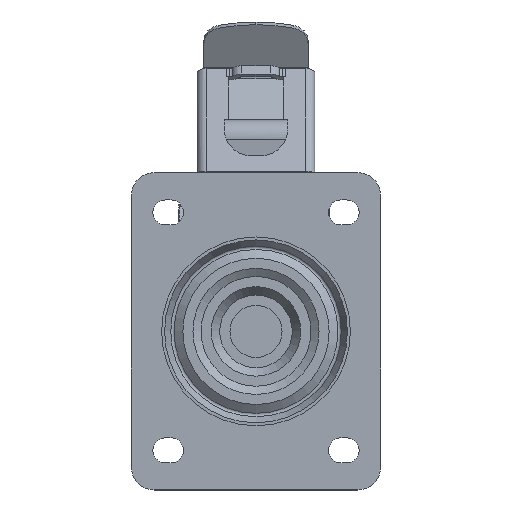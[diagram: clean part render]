
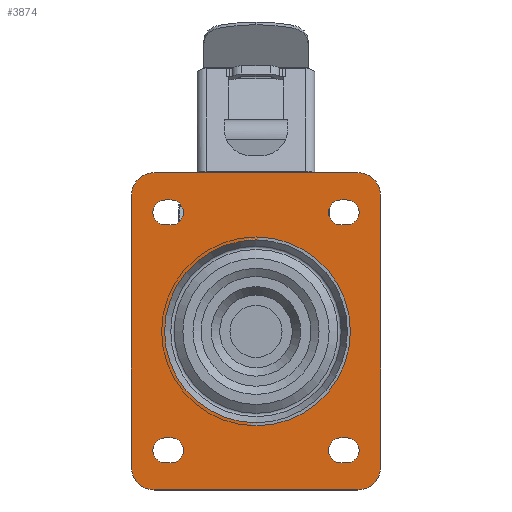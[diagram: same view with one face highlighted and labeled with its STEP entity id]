
A CAD part, top view. The second image highlights one B-rep face of the part: STEP entity #3874.
In plain terms, the highlighted planar face has unit normal (0, 0, 1).
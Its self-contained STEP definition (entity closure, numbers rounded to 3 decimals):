
#123=FACE_BOUND('',#751,.T.);
#124=FACE_BOUND('',#752,.T.);
#125=FACE_BOUND('',#753,.T.);
#126=FACE_BOUND('',#754,.T.);
#127=FACE_BOUND('',#755,.T.);
#231=PLANE('',#4389);
#513=FACE_OUTER_BOUND('',#750,.T.);
#750=EDGE_LOOP('',(#3541,#3542,#3543,#3544,#3545,#3546,#3547,#3548));
#751=EDGE_LOOP('',(#3549,#3550,#3551,#3552));
#752=EDGE_LOOP('',(#3553,#3554,#3555,#3556));
#753=EDGE_LOOP('',(#3557,#3558,#3559,#3560));
#754=EDGE_LOOP('',(#3561,#3562,#3563,#3564));
#755=EDGE_LOOP('',(#3565));
#1016=LINE('',#6809,#1315);
#1020=LINE('',#6819,#1319);
#1024=LINE('',#6833,#1323);
#1028=LINE('',#6843,#1327);
#1032=LINE('',#6857,#1331);
#1036=LINE('',#6867,#1335);
#1040=LINE('',#6881,#1339);
#1044=LINE('',#6891,#1343);
#1047=LINE('',#6903,#1346);
#1051=LINE('',#6915,#1350);
#1055=LINE('',#6927,#1354);
#1059=LINE('',#6938,#1358);
#1315=VECTOR('',#5412,1.);
#1319=VECTOR('',#5424,1.);
#1323=VECTOR('',#5436,1.);
#1327=VECTOR('',#5448,1.);
#1331=VECTOR('',#5460,1.);
#1335=VECTOR('',#5472,1.);
#1339=VECTOR('',#5484,1.);
#1343=VECTOR('',#5496,1.);
#1346=VECTOR('',#5507,1.);
#1350=VECTOR('',#5519,1.);
#1354=VECTOR('',#5531,1.);
#1358=VECTOR('',#5543,1.);
#1529=CIRCLE('',#4340,40.34);
#1531=CIRCLE('',#4343,5.5);
#1533=CIRCLE('',#4347,5.5);
#1535=CIRCLE('',#4351,5.5);
#1537=CIRCLE('',#4355,5.5);
#1539=CIRCLE('',#4359,5.5);
#1541=CIRCLE('',#4363,5.5);
#1543=CIRCLE('',#4367,5.5);
#1545=CIRCLE('',#4371,5.5);
#1546=CIRCLE('',#4374,10.);
#1548=CIRCLE('',#4378,10.);
#1550=CIRCLE('',#4382,10.);
#1552=CIRCLE('',#4386,10.);
#1868=VERTEX_POINT('',#6793);
#1871=VERTEX_POINT('',#6800);
#1872=VERTEX_POINT('',#6802);
#1874=VERTEX_POINT('',#6808);
#1876=VERTEX_POINT('',#6814);
#1879=VERTEX_POINT('',#6824);
#1880=VERTEX_POINT('',#6826);
#1882=VERTEX_POINT('',#6832);
#1884=VERTEX_POINT('',#6838);
#1887=VERTEX_POINT('',#6848);
#1888=VERTEX_POINT('',#6850);
#1890=VERTEX_POINT('',#6856);
#1892=VERTEX_POINT('',#6862);
#1895=VERTEX_POINT('',#6872);
#1896=VERTEX_POINT('',#6874);
#1898=VERTEX_POINT('',#6880);
#1900=VERTEX_POINT('',#6886);
#1901=VERTEX_POINT('',#6893);
#1902=VERTEX_POINT('',#6894);
#1905=VERTEX_POINT('',#6902);
#1907=VERTEX_POINT('',#6908);
#1909=VERTEX_POINT('',#6914);
#1911=VERTEX_POINT('',#6920);
#1913=VERTEX_POINT('',#6926);
#1915=VERTEX_POINT('',#6932);
#2402=EDGE_CURVE('',#1868,#1868,#1529,.T.);
#2405=EDGE_CURVE('',#1872,#1871,#1531,.T.);
#2408=EDGE_CURVE('',#1874,#1872,#1016,.T.);
#2411=EDGE_CURVE('',#1876,#1874,#1533,.T.);
#2414=EDGE_CURVE('',#1871,#1876,#1020,.T.);
#2417=EDGE_CURVE('',#1880,#1879,#1535,.T.);
#2420=EDGE_CURVE('',#1882,#1880,#1024,.T.);
#2423=EDGE_CURVE('',#1884,#1882,#1537,.T.);
#2426=EDGE_CURVE('',#1879,#1884,#1028,.T.);
#2429=EDGE_CURVE('',#1888,#1887,#1539,.T.);
#2432=EDGE_CURVE('',#1890,#1888,#1032,.T.);
#2435=EDGE_CURVE('',#1892,#1890,#1541,.T.);
#2438=EDGE_CURVE('',#1887,#1892,#1036,.T.);
#2441=EDGE_CURVE('',#1896,#1895,#1543,.T.);
#2444=EDGE_CURVE('',#1898,#1896,#1040,.T.);
#2447=EDGE_CURVE('',#1900,#1898,#1545,.T.);
#2450=EDGE_CURVE('',#1895,#1900,#1044,.T.);
#2451=EDGE_CURVE('',#1901,#1902,#1546,.T.);
#2455=EDGE_CURVE('',#1902,#1905,#1047,.T.);
#2458=EDGE_CURVE('',#1905,#1907,#1548,.T.);
#2461=EDGE_CURVE('',#1907,#1909,#1051,.T.);
#2464=EDGE_CURVE('',#1909,#1911,#1550,.T.);
#2467=EDGE_CURVE('',#1911,#1913,#1055,.T.);
#2470=EDGE_CURVE('',#1913,#1915,#1552,.T.);
#2473=EDGE_CURVE('',#1915,#1901,#1059,.T.);
#3541=ORIENTED_EDGE('',*,*,#2451,.F.);
#3542=ORIENTED_EDGE('',*,*,#2473,.F.);
#3543=ORIENTED_EDGE('',*,*,#2470,.F.);
#3544=ORIENTED_EDGE('',*,*,#2467,.F.);
#3545=ORIENTED_EDGE('',*,*,#2464,.F.);
#3546=ORIENTED_EDGE('',*,*,#2461,.F.);
#3547=ORIENTED_EDGE('',*,*,#2458,.F.);
#3548=ORIENTED_EDGE('',*,*,#2455,.F.);
#3549=ORIENTED_EDGE('',*,*,#2411,.T.);
#3550=ORIENTED_EDGE('',*,*,#2408,.T.);
#3551=ORIENTED_EDGE('',*,*,#2405,.T.);
#3552=ORIENTED_EDGE('',*,*,#2414,.T.);
#3553=ORIENTED_EDGE('',*,*,#2423,.T.);
#3554=ORIENTED_EDGE('',*,*,#2420,.T.);
#3555=ORIENTED_EDGE('',*,*,#2417,.T.);
#3556=ORIENTED_EDGE('',*,*,#2426,.T.);
#3557=ORIENTED_EDGE('',*,*,#2435,.T.);
#3558=ORIENTED_EDGE('',*,*,#2432,.T.);
#3559=ORIENTED_EDGE('',*,*,#2429,.T.);
#3560=ORIENTED_EDGE('',*,*,#2438,.T.);
#3561=ORIENTED_EDGE('',*,*,#2447,.T.);
#3562=ORIENTED_EDGE('',*,*,#2444,.T.);
#3563=ORIENTED_EDGE('',*,*,#2441,.T.);
#3564=ORIENTED_EDGE('',*,*,#2450,.T.);
#3565=ORIENTED_EDGE('',*,*,#2402,.T.);
#3874=ADVANCED_FACE('',(#513,#123,#124,#125,#126,#127),#231,.T.);
#4340=AXIS2_PLACEMENT_3D('',#6795,#5399,#5400);
#4343=AXIS2_PLACEMENT_3D('',#6803,#5406,#5407);
#4347=AXIS2_PLACEMENT_3D('',#6815,#5418,#5419);
#4351=AXIS2_PLACEMENT_3D('',#6827,#5430,#5431);
#4355=AXIS2_PLACEMENT_3D('',#6839,#5442,#5443);
#4359=AXIS2_PLACEMENT_3D('',#6851,#5454,#5455);
#4363=AXIS2_PLACEMENT_3D('',#6863,#5466,#5467);
#4367=AXIS2_PLACEMENT_3D('',#6875,#5478,#5479);
#4371=AXIS2_PLACEMENT_3D('',#6887,#5490,#5491);
#4374=AXIS2_PLACEMENT_3D('',#6895,#5499,#5500);
#4378=AXIS2_PLACEMENT_3D('',#6909,#5512,#5513);
#4382=AXIS2_PLACEMENT_3D('',#6921,#5524,#5525);
#4386=AXIS2_PLACEMENT_3D('',#6933,#5536,#5537);
#4389=AXIS2_PLACEMENT_3D('',#6940,#5545,#5546);
#5399=DIRECTION('center_axis',(0.,0.,-1.));
#5400=DIRECTION('ref_axis',(1.,0.,0.));
#5406=DIRECTION('center_axis',(0.,0.,-1.));
#5407=DIRECTION('ref_axis',(0.,-1.,0.));
#5412=DIRECTION('',(1.,0.,0.));
#5418=DIRECTION('center_axis',(0.,0.,-1.));
#5419=DIRECTION('ref_axis',(0.,1.,0.));
#5424=DIRECTION('',(-1.,0.,0.));
#5430=DIRECTION('center_axis',(0.,0.,-1.));
#5431=DIRECTION('ref_axis',(0.,-1.,0.));
#5436=DIRECTION('',(1.,0.,0.));
#5442=DIRECTION('center_axis',(0.,0.,-1.));
#5443=DIRECTION('ref_axis',(0.,1.,0.));
#5448=DIRECTION('',(-1.,0.,0.));
#5454=DIRECTION('center_axis',(0.,0.,-1.));
#5455=DIRECTION('ref_axis',(0.,-1.,0.));
#5460=DIRECTION('',(1.,0.,0.));
#5466=DIRECTION('center_axis',(0.,0.,-1.));
#5467=DIRECTION('ref_axis',(0.,1.,0.));
#5472=DIRECTION('',(-1.,0.,0.));
#5478=DIRECTION('center_axis',(0.,0.,-1.));
#5479=DIRECTION('ref_axis',(0.,-1.,0.));
#5484=DIRECTION('',(1.,0.,0.));
#5490=DIRECTION('center_axis',(0.,0.,-1.));
#5491=DIRECTION('ref_axis',(0.,1.,0.));
#5496=DIRECTION('',(-1.,0.,0.));
#5499=DIRECTION('center_axis',(0.,0.,-1.));
#5500=DIRECTION('ref_axis',(-1.,0.,0.));
#5507=DIRECTION('',(0.,1.,0.));
#5512=DIRECTION('center_axis',(0.,0.,-1.));
#5513=DIRECTION('ref_axis',(0.,1.,0.));
#5519=DIRECTION('',(1.,0.,0.));
#5524=DIRECTION('center_axis',(0.,0.,-1.));
#5525=DIRECTION('ref_axis',(1.,0.,0.));
#5531=DIRECTION('',(0.,-1.,0.));
#5536=DIRECTION('center_axis',(0.,0.,-1.));
#5537=DIRECTION('ref_axis',(0.,-1.,0.));
#5543=DIRECTION('',(-1.,0.,0.));
#5545=DIRECTION('center_axis',(0.,0.,1.));
#5546=DIRECTION('ref_axis',(1.,0.,0.));
#6793=CARTESIAN_POINT('',(-40.34,0.,0.));
#6795=CARTESIAN_POINT('Origin',(0.,0.,0.));
#6800=CARTESIAN_POINT('',(40.,47.,0.));
#6802=CARTESIAN_POINT('',(40.,58.,0.));
#6803=CARTESIAN_POINT('Origin',(40.,52.5,0.));
#6808=CARTESIAN_POINT('',(37.5,58.,0.));
#6809=CARTESIAN_POINT('',(19.375,58.,0.));
#6814=CARTESIAN_POINT('',(37.5,47.,0.));
#6815=CARTESIAN_POINT('Origin',(37.5,52.5,0.));
#6819=CARTESIAN_POINT('',(19.063,47.,0.));
#6824=CARTESIAN_POINT('',(40.,-58.,0.));
#6826=CARTESIAN_POINT('',(40.,-47.,0.));
#6827=CARTESIAN_POINT('Origin',(40.,-52.5,0.));
#6832=CARTESIAN_POINT('',(37.5,-47.,0.));
#6833=CARTESIAN_POINT('',(19.375,-47.,0.));
#6838=CARTESIAN_POINT('',(37.5,-58.,0.));
#6839=CARTESIAN_POINT('Origin',(37.5,-52.5,0.));
#6843=CARTESIAN_POINT('',(19.063,-58.,0.));
#6848=CARTESIAN_POINT('',(-37.5,47.,0.));
#6850=CARTESIAN_POINT('',(-37.5,58.,0.));
#6851=CARTESIAN_POINT('Origin',(-37.5,52.5,0.));
#6856=CARTESIAN_POINT('',(-40.,58.,0.));
#6857=CARTESIAN_POINT('',(-19.375,58.,0.));
#6862=CARTESIAN_POINT('',(-40.,47.,0.));
#6863=CARTESIAN_POINT('Origin',(-40.,52.5,0.));
#6867=CARTESIAN_POINT('',(-19.688,47.,0.));
#6872=CARTESIAN_POINT('',(-37.5,-58.,0.));
#6874=CARTESIAN_POINT('',(-37.5,-47.,0.));
#6875=CARTESIAN_POINT('Origin',(-37.5,-52.5,0.));
#6880=CARTESIAN_POINT('',(-40.,-47.,0.));
#6881=CARTESIAN_POINT('',(-19.375,-47.,0.));
#6886=CARTESIAN_POINT('',(-40.,-58.,0.));
#6887=CARTESIAN_POINT('Origin',(-40.,-52.5,0.));
#6891=CARTESIAN_POINT('',(-19.688,-58.,0.));
#6893=CARTESIAN_POINT('',(-45.,-70.,0.));
#6894=CARTESIAN_POINT('',(-55.,-60.,0.));
#6895=CARTESIAN_POINT('Origin',(-45.,-60.,0.));
#6902=CARTESIAN_POINT('',(-55.,60.,0.));
#6903=CARTESIAN_POINT('',(-55.,-60.,0.));
#6908=CARTESIAN_POINT('',(-45.,70.,0.));
#6909=CARTESIAN_POINT('Origin',(-45.,60.,0.));
#6914=CARTESIAN_POINT('',(45.,70.,0.));
#6915=CARTESIAN_POINT('',(-45.,70.,0.));
#6920=CARTESIAN_POINT('',(55.,60.,0.));
#6921=CARTESIAN_POINT('Origin',(45.,60.,0.));
#6926=CARTESIAN_POINT('',(55.,-60.,0.));
#6927=CARTESIAN_POINT('',(55.,60.,0.));
#6932=CARTESIAN_POINT('',(45.,-70.,0.));
#6933=CARTESIAN_POINT('Origin',(45.,-60.,0.));
#6938=CARTESIAN_POINT('',(45.,-70.,0.));
#6940=CARTESIAN_POINT('Origin',(0.,0.,
0.));
